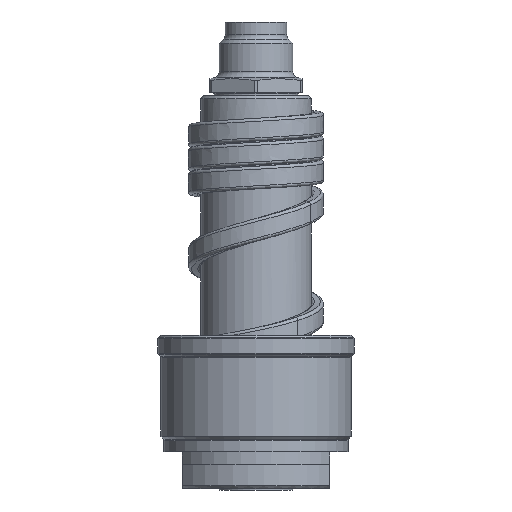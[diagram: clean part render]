
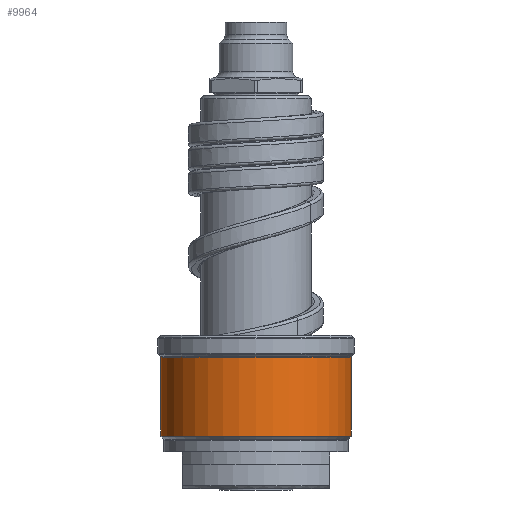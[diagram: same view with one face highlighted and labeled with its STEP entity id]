
A CAD part, front view. The second image highlights one B-rep face of the part: STEP entity #9964.
In plain terms, the highlighted cylindrical face has radius 15.5 mm (diameter 31 mm), a partial arc.
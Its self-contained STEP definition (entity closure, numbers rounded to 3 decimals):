
#2704=CARTESIAN_POINT('',(0.,0.,8.583));
#2705=DIRECTION('',(0.,0.,1.));
#2706=DIRECTION('',(-1.,0.,0.));
#2707=AXIS2_PLACEMENT_3D('',#2704,#2705,#2706);
#2709=DIRECTION('',(0.,0.,-1.));
#2710=VECTOR('',#2709,12.835);
#2711=CARTESIAN_POINT('',(-15.5,0.,21.417));
#2712=LINE('',#2711,#2710);
#2713=CARTESIAN_POINT('',(0.,0.,21.417));
#2714=DIRECTION('',(0.,0.,1.));
#2715=DIRECTION('',(-1.,0.,0.));
#2716=AXIS2_PLACEMENT_3D('',#2713,#2714,#2715);
#2718=DIRECTION('',(0.,0.,-1.));
#2719=VECTOR('',#2718,12.835);
#2720=CARTESIAN_POINT('',(15.5,0.,21.417));
#2721=LINE('',#2720,#2719);
#5991=CARTESIAN_POINT('',(15.5,0.,21.417));
#5992=CARTESIAN_POINT('',(-15.5,0.,21.417));
#5993=VERTEX_POINT('',#5991);
#5994=VERTEX_POINT('',#5992);
#6017=CARTESIAN_POINT('',(15.5,0.,8.583));
#6018=VERTEX_POINT('',#6017);
#6019=CARTESIAN_POINT('',(-15.5,0.,8.583));
#6020=VERTEX_POINT('',#6019);
#9952=CARTESIAN_POINT('',(0.,0.,7.15));
#9953=DIRECTION('',(0.,0.,1.));
#9954=DIRECTION('',(-1.,0.,0.));
#9955=AXIS2_PLACEMENT_3D('',#9952,#9953,#9954);
#9956=CYLINDRICAL_SURFACE('',#9955,15.5);
#9957=ORIENTED_EDGE('',*,*,#9924,.F.);
#9958=ORIENTED_EDGE('',*,*,#9942,.F.);
#9960=ORIENTED_EDGE('',*,*,#9959,.T.);
#9961=ORIENTED_EDGE('',*,*,#9938,.T.);
#9962=EDGE_LOOP('',(#9957,#9958,#9960,#9961));
#9963=FACE_OUTER_BOUND('',#9962,.F.);
#2708=CIRCLE('',#2707,15.5);
#2717=CIRCLE('',#2716,15.5);
#9924=EDGE_CURVE('',#6020,#6018,#2708,.T.);
#9938=EDGE_CURVE('',#5993,#6018,#2721,.T.);
#9942=EDGE_CURVE('',#5994,#6020,#2712,.T.);
#9959=EDGE_CURVE('',#5994,#5993,#2717,.T.);
#9964=ADVANCED_FACE('',(#9963),#9956,.T.);
